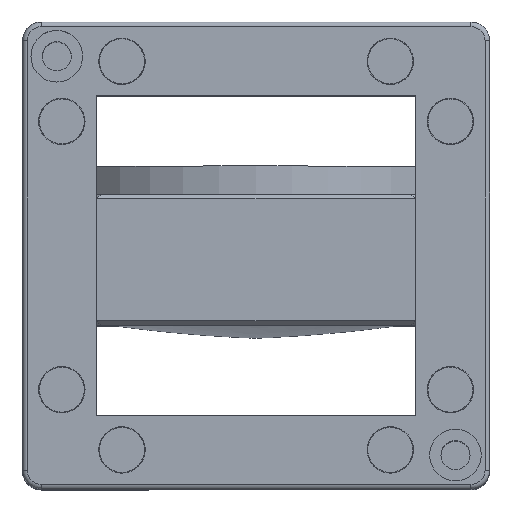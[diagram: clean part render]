
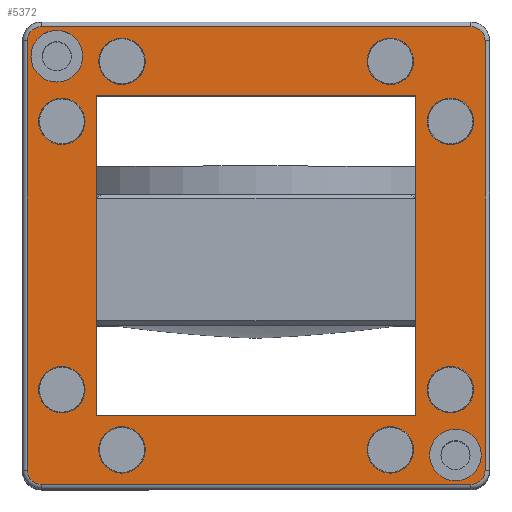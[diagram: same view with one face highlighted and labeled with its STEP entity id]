
A CAD part, top view. The second image highlights one B-rep face of the part: STEP entity #5372.
In plain terms, the highlighted face is planar.
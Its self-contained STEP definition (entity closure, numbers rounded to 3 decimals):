
#311=FACE_BOUND('',#950,.T.);
#312=FACE_BOUND('',#951,.T.);
#313=FACE_BOUND('',#952,.T.);
#314=FACE_BOUND('',#953,.T.);
#315=FACE_BOUND('',#954,.T.);
#316=FACE_BOUND('',#955,.T.);
#317=FACE_BOUND('',#956,.T.);
#318=FACE_BOUND('',#957,.T.);
#319=FACE_BOUND('',#958,.T.);
#320=FACE_BOUND('',#959,.T.);
#321=FACE_BOUND('',#960,.T.);
#421=PLANE('',#5873);
#636=FACE_OUTER_BOUND('',#949,.T.);
#949=EDGE_LOOP('',(#4031,#4032,#4033,#4034,#4035,#4036,#4037,#4038));
#950=EDGE_LOOP('',(#4039));
#951=EDGE_LOOP('',(#4040));
#952=EDGE_LOOP('',(#4041));
#953=EDGE_LOOP('',(#4042));
#954=EDGE_LOOP('',(#4043));
#955=EDGE_LOOP('',(#4044));
#956=EDGE_LOOP('',(#4045));
#957=EDGE_LOOP('',(#4046));
#958=EDGE_LOOP('',(#4047,#4048,#4049,#4050));
#959=EDGE_LOOP('',(#4051));
#960=EDGE_LOOP('',(#4052));
#1305=LINE('',#7656,#1823);
#1309=LINE('',#7674,#1827);
#1313=LINE('',#7683,#1831);
#1317=LINE('',#7692,#1835);
#1350=LINE('',#7755,#1868);
#1351=LINE('',#7757,#1869);
#1352=LINE('',#7759,#1870);
#1353=LINE('',#7760,#1871);
#1823=VECTOR('',#6437,10.);
#1827=VECTOR('',#6457,10.);
#1831=VECTOR('',#6467,10.);
#1835=VECTOR('',#6477,10.);
#1868=VECTOR('',#6524,10.);
#1869=VECTOR('',#6525,10.);
#1870=VECTOR('',#6526,10.);
#1871=VECTOR('',#6527,10.);
#2249=CIRCLE('',#5725,2.475);
#2251=CIRCLE('',#5729,2.475);
#2253=CIRCLE('',#5733,2.475);
#2255=CIRCLE('',#5737,2.475);
#2257=CIRCLE('',#5741,2.475);
#2259=CIRCLE('',#5745,2.475);
#2261=CIRCLE('',#5749,2.475);
#2263=CIRCLE('',#5753,2.475);
#2308=CIRCLE('',#5840,1.5);
#2310=CIRCLE('',#5843,1.5);
#2314=CIRCLE('',#5848,1.5);
#2319=CIRCLE('',#5856,1.5);
#2326=CIRCLE('',#5874,2.75);
#2327=CIRCLE('',#5875,2.75);
#2356=VERTEX_POINT('',#7318);
#2358=VERTEX_POINT('',#7325);
#2360=VERTEX_POINT('',#7332);
#2362=VERTEX_POINT('',#7339);
#2364=VERTEX_POINT('',#7346);
#2366=VERTEX_POINT('',#7353);
#2368=VERTEX_POINT('',#7360);
#2370=VERTEX_POINT('',#7367);
#2463=VERTEX_POINT('',#7632);
#2464=VERTEX_POINT('',#7634);
#2465=VERTEX_POINT('',#7638);
#2466=VERTEX_POINT('',#7639);
#2469=VERTEX_POINT('',#7647);
#2470=VERTEX_POINT('',#7648);
#2475=VERTEX_POINT('',#7665);
#2476=VERTEX_POINT('',#7666);
#2504=VERTEX_POINT('',#7753);
#2505=VERTEX_POINT('',#7754);
#2506=VERTEX_POINT('',#7756);
#2507=VERTEX_POINT('',#7758);
#2508=VERTEX_POINT('',#7761);
#2509=VERTEX_POINT('',#7763);
#2881=EDGE_CURVE('',#2356,#2356,#2249,.T.);
#2884=EDGE_CURVE('',#2358,#2358,#2251,.T.);
#2887=EDGE_CURVE('',#2360,#2360,#2253,.T.);
#2890=EDGE_CURVE('',#2362,#2362,#2255,.T.);
#2893=EDGE_CURVE('',#2364,#2364,#2257,.T.);
#2896=EDGE_CURVE('',#2366,#2366,#2259,.T.);
#2899=EDGE_CURVE('',#2368,#2368,#2261,.T.);
#2902=EDGE_CURVE('',#2370,#2370,#2263,.T.);
#3032=EDGE_CURVE('',#2463,#2464,#2308,.T.);
#3034=EDGE_CURVE('',#2465,#2466,#2310,.T.);
#3038=EDGE_CURVE('',#2469,#2470,#2314,.T.);
#3042=EDGE_CURVE('',#2470,#2463,#1305,.T.);
#3047=EDGE_CURVE('',#2475,#2476,#2319,.T.);
#3051=EDGE_CURVE('',#2476,#2469,#1309,.T.);
#3056=EDGE_CURVE('',#2466,#2475,#1313,.T.);
#3061=EDGE_CURVE('',#2464,#2465,#1317,.T.);
#3095=EDGE_CURVE('',#2504,#2505,#1350,.T.);
#3096=EDGE_CURVE('',#2505,#2506,#1351,.T.);
#3097=EDGE_CURVE('',#2506,#2507,#1352,.T.);
#3098=EDGE_CURVE('',#2507,#2504,#1353,.T.);
#3099=EDGE_CURVE('',#2508,#2508,#2326,.T.);
#3100=EDGE_CURVE('',#2509,#2509,#2327,.T.);
#4031=ORIENTED_EDGE('',*,*,#3047,.F.);
#4032=ORIENTED_EDGE('',*,*,#3056,.F.);
#4033=ORIENTED_EDGE('',*,*,#3034,.F.);
#4034=ORIENTED_EDGE('',*,*,#3061,.F.);
#4035=ORIENTED_EDGE('',*,*,#3032,.F.);
#4036=ORIENTED_EDGE('',*,*,#3042,.F.);
#4037=ORIENTED_EDGE('',*,*,#3038,.F.);
#4038=ORIENTED_EDGE('',*,*,#3051,.F.);
#4039=ORIENTED_EDGE('',*,*,#2881,.T.);
#4040=ORIENTED_EDGE('',*,*,#2884,.T.);
#4041=ORIENTED_EDGE('',*,*,#2887,.T.);
#4042=ORIENTED_EDGE('',*,*,#2890,.T.);
#4043=ORIENTED_EDGE('',*,*,#2893,.T.);
#4044=ORIENTED_EDGE('',*,*,#2896,.T.);
#4045=ORIENTED_EDGE('',*,*,#2899,.T.);
#4046=ORIENTED_EDGE('',*,*,#2902,.T.);
#4047=ORIENTED_EDGE('',*,*,#3095,.T.);
#4048=ORIENTED_EDGE('',*,*,#3096,.T.);
#4049=ORIENTED_EDGE('',*,*,#3097,.T.);
#4050=ORIENTED_EDGE('',*,*,#3098,.T.);
#4051=ORIENTED_EDGE('',*,*,#3099,.T.);
#4052=ORIENTED_EDGE('',*,*,#3100,.T.);
#5372=ADVANCED_FACE('',(#636,#311,#312,#313,#314,#315,#316,#317,#318,#319,
#320,#321),#421,.F.);
#5725=AXIS2_PLACEMENT_3D('',#7320,#6089,#6090);
#5729=AXIS2_PLACEMENT_3D('',#7327,#6098,#6099);
#5733=AXIS2_PLACEMENT_3D('',#7334,#6107,#6108);
#5737=AXIS2_PLACEMENT_3D('',#7341,#6116,#6117);
#5741=AXIS2_PLACEMENT_3D('',#7348,#6125,#6126);
#5745=AXIS2_PLACEMENT_3D('',#7355,#6134,#6135);
#5749=AXIS2_PLACEMENT_3D('',#7362,#6143,#6144);
#5753=AXIS2_PLACEMENT_3D('',#7369,#6152,#6153);
#5840=AXIS2_PLACEMENT_3D('',#7635,#6411,#6412);
#5843=AXIS2_PLACEMENT_3D('',#7640,#6417,#6418);
#5848=AXIS2_PLACEMENT_3D('',#7649,#6427,#6428);
#5856=AXIS2_PLACEMENT_3D('',#7667,#6447,#6448);
#5873=AXIS2_PLACEMENT_3D('',#7752,#6522,#6523);
#5874=AXIS2_PLACEMENT_3D('',#7762,#6528,#6529);
#5875=AXIS2_PLACEMENT_3D('',#7764,#6530,#6531);
#6089=DIRECTION('center_axis',(0.,0.,1.));
#6090=DIRECTION('ref_axis',(1.,0.,0.));
#6098=DIRECTION('center_axis',(0.,0.,1.));
#6099=DIRECTION('ref_axis',(1.,0.,0.));
#6107=DIRECTION('center_axis',(0.,0.,1.));
#6108=DIRECTION('ref_axis',(1.,0.,0.));
#6116=DIRECTION('center_axis',(0.,0.,1.));
#6117=DIRECTION('ref_axis',(1.,0.,0.));
#6125=DIRECTION('center_axis',(0.,0.,1.));
#6126=DIRECTION('ref_axis',(1.,0.,0.));
#6134=DIRECTION('center_axis',(0.,0.,1.));
#6135=DIRECTION('ref_axis',(1.,0.,0.));
#6143=DIRECTION('center_axis',(0.,0.,1.));
#6144=DIRECTION('ref_axis',(1.,0.,0.));
#6152=DIRECTION('center_axis',(0.,0.,1.));
#6153=DIRECTION('ref_axis',(1.,0.,0.));
#6411=DIRECTION('center_axis',(0.,0.,1.));
#6412=DIRECTION('ref_axis',(-0.707,0.707,0.));
#6417=DIRECTION('center_axis',(0.,0.,1.));
#6418=DIRECTION('ref_axis',(-0.707,-0.707,0.));
#6427=DIRECTION('center_axis',(0.,0.,1.));
#6428=DIRECTION('ref_axis',(0.707,0.707,0.));
#6437=DIRECTION('',(-1.,0.,0.));
#6447=DIRECTION('center_axis',(0.,0.,1.));
#6448=DIRECTION('ref_axis',(0.707,-0.707,0.));
#6457=DIRECTION('',(0.,1.,0.));
#6467=DIRECTION('',(1.,0.,0.));
#6477=DIRECTION('',(0.,-1.,0.));
#6522=DIRECTION('center_axis',(0.,0.,1.));
#6523=DIRECTION('ref_axis',(1.,0.,0.));
#6524=DIRECTION('',(0.,1.,0.));
#6525=DIRECTION('',(-1.,0.,0.));
#6526=DIRECTION('',(0.,-1.,0.));
#6527=DIRECTION('',(1.,0.,0.));
#6528=DIRECTION('center_axis',(0.,0.,1.));
#6529=DIRECTION('ref_axis',(-1.,0.,0.));
#6530=DIRECTION('center_axis',(0.,0.,1.));
#6531=DIRECTION('ref_axis',(-1.,0.,0.));
#7318=CARTESIAN_POINT('',(-23.185,14.3,0.));
#7320=CARTESIAN_POINT('Origin',(-20.71,14.3,0.));
#7325=CARTESIAN_POINT('',(-16.775,-20.71,0.));
#7327=CARTESIAN_POINT('Origin',(-14.3,-20.71,0.));
#7332=CARTESIAN_POINT('',(18.235,-14.3,0.));
#7334=CARTESIAN_POINT('Origin',(20.71,-14.3,0.));
#7339=CARTESIAN_POINT('',(11.825,20.71,0.));
#7341=CARTESIAN_POINT('Origin',(14.3,20.71,0.));
#7346=CARTESIAN_POINT('',(-16.775,20.71,0.));
#7348=CARTESIAN_POINT('Origin',(-14.3,20.71,0.));
#7353=CARTESIAN_POINT('',(18.235,14.3,0.));
#7355=CARTESIAN_POINT('Origin',(20.71,14.3,0.));
#7360=CARTESIAN_POINT('',(11.825,-20.71,0.));
#7362=CARTESIAN_POINT('Origin',(14.3,-20.71,0.));
#7367=CARTESIAN_POINT('',(-23.185,-14.3,0.));
#7369=CARTESIAN_POINT('Origin',(-20.71,-14.3,0.));
#7632=CARTESIAN_POINT('',(-22.9,24.4,0.));
#7634=CARTESIAN_POINT('',(-24.4,22.9,0.));
#7635=CARTESIAN_POINT('Origin',(-22.9,22.9,0.));
#7638=CARTESIAN_POINT('',(-24.4,-22.9,0.));
#7639=CARTESIAN_POINT('',(-22.9,-24.4,0.));
#7640=CARTESIAN_POINT('Origin',(-22.9,-22.9,0.));
#7647=CARTESIAN_POINT('',(24.4,22.9,0.));
#7648=CARTESIAN_POINT('',(22.9,24.4,0.));
#7649=CARTESIAN_POINT('Origin',(22.9,22.9,0.));
#7656=CARTESIAN_POINT('',(12.45,24.4,0.));
#7665=CARTESIAN_POINT('',(22.9,-24.4,0.));
#7666=CARTESIAN_POINT('',(24.4,-22.9,0.));
#7667=CARTESIAN_POINT('Origin',(22.9,-22.9,0.));
#7674=CARTESIAN_POINT('',(24.4,-12.45,0.));
#7683=CARTESIAN_POINT('',(-12.45,-24.4,0.));
#7692=CARTESIAN_POINT('',(-24.4,12.45,0.));
#7752=CARTESIAN_POINT('Origin',(0.,0.,
0.));
#7753=CARTESIAN_POINT('',(17.02,-17.02,0.));
#7754=CARTESIAN_POINT('',(17.02,17.02,0.));
#7755=CARTESIAN_POINT('',(17.02,-8.51,0.));
#7756=CARTESIAN_POINT('',(-17.02,17.02,0.));
#7757=CARTESIAN_POINT('',(8.51,17.02,0.));
#7758=CARTESIAN_POINT('',(-17.02,-17.02,0.));
#7759=CARTESIAN_POINT('',(-17.02,8.51,0.));
#7760=CARTESIAN_POINT('',(-8.51,-17.02,0.));
#7761=CARTESIAN_POINT('',(24.,-21.25,0.));
#7762=CARTESIAN_POINT('Origin',(21.25,-21.25,0.));
#7763=CARTESIAN_POINT('',(-18.5,21.25,0.));
#7764=CARTESIAN_POINT('Origin',(-21.25,21.25,0.));
